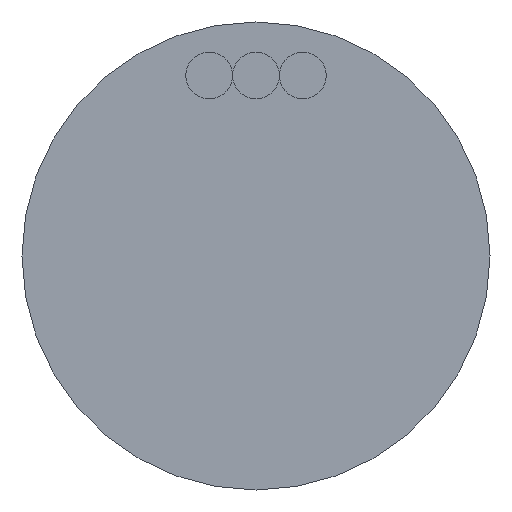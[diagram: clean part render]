
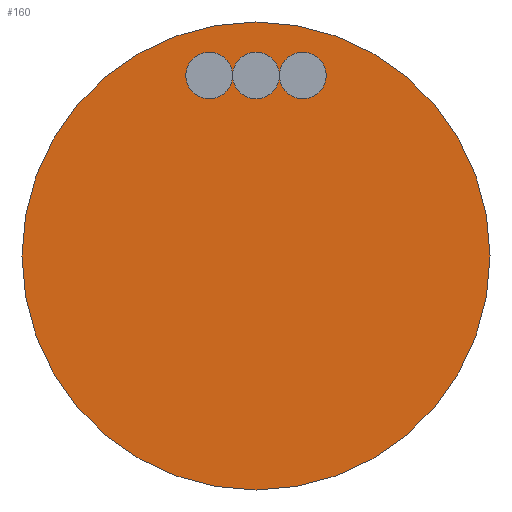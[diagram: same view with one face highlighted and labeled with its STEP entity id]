
A CAD part, front view. The second image highlights one B-rep face of the part: STEP entity #160.
In plain terms, the highlighted planar face has unit normal (0, -1, 0).
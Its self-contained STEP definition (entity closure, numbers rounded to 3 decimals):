
#15=FACE_BOUND('',#38,.T.);
#17=PLANE('',#189);
#24=FACE_OUTER_BOUND('',#37,.T.);
#37=EDGE_LOOP('',(#114));
#38=EDGE_LOOP('',(#115,#116,#117,#118,#119));
#52=CIRCLE('',#188,1.);
#53=CIRCLE('',#190,10.);
#54=CIRCLE('',#191,1.);
#55=CIRCLE('',#192,1.);
#56=CIRCLE('',#193,1.);
#57=CIRCLE('',#194,1.);
#80=VERTEX_POINT('',#279);
#82=VERTEX_POINT('',#283);
#83=VERTEX_POINT('',#287);
#84=VERTEX_POINT('',#289);
#92=EDGE_CURVE('',#82,#80,#52,.T.);
#93=EDGE_CURVE('',#83,#83,#53,.T.);
#94=EDGE_CURVE('',#84,#84,#54,.T.);
#95=EDGE_CURVE('',#82,#84,#55,.T.);
#96=EDGE_CURVE('',#80,#82,#56,.T.);
#97=EDGE_CURVE('',#84,#82,#57,.T.);
#114=ORIENTED_EDGE('',*,*,#93,.F.);
#115=ORIENTED_EDGE('',*,*,#94,.F.);
#116=ORIENTED_EDGE('',*,*,#95,.F.);
#117=ORIENTED_EDGE('',*,*,#96,.F.);
#118=ORIENTED_EDGE('',*,*,#92,.F.);
#119=ORIENTED_EDGE('',*,*,#97,.F.);
#160=ADVANCED_FACE('',(#24,#15),#17,.F.);
#188=AXIS2_PLACEMENT_3D('',#285,#221,#222);
#189=AXIS2_PLACEMENT_3D('',#286,#223,#224);
#190=AXIS2_PLACEMENT_3D('',#288,#225,#226);
#191=AXIS2_PLACEMENT_3D('',#290,#227,#228);
#192=AXIS2_PLACEMENT_3D('',#291,#229,#230);
#193=AXIS2_PLACEMENT_3D('',#292,#231,#232);
#194=AXIS2_PLACEMENT_3D('',#293,#233,#234);
#221=DIRECTION('center_axis',(0.,-1.,0.));
#222=DIRECTION('ref_axis',(1.,0.,0.));
#223=DIRECTION('center_axis',(0.,1.,0.));
#224=DIRECTION('ref_axis',(1.,0.,0.));
#225=DIRECTION('center_axis',(0.,1.,0.));
#226=DIRECTION('ref_axis',(1.,0.,0.));
#227=DIRECTION('center_axis',(0.,-1.,0.));
#228=DIRECTION('ref_axis',(1.,0.,0.));
#229=DIRECTION('center_axis',(0.,-1.,0.));
#230=DIRECTION('ref_axis',(1.,0.,0.));
#231=DIRECTION('center_axis',(0.,-1.,0.));
#232=DIRECTION('ref_axis',(1.,0.,0.));
#233=DIRECTION('center_axis',(0.,-1.,0.));
#234=DIRECTION('ref_axis',(1.,0.,0.));
#279=CARTESIAN_POINT('',(-3.,0.,10.338));
#283=CARTESIAN_POINT('',(-1.,0.,10.338));
#285=CARTESIAN_POINT('Origin',(-2.,0.,10.338));
#286=CARTESIAN_POINT('Origin',(0.,0.,2.624));
#287=CARTESIAN_POINT('',(-10.,0.,2.624));
#288=CARTESIAN_POINT('Origin',(0.,0.,2.624));
#289=CARTESIAN_POINT('',(1.,0.,10.338));
#290=CARTESIAN_POINT('Origin',(2.,0.,10.338));
#291=CARTESIAN_POINT('Origin',(0.,0.,10.338));
#292=CARTESIAN_POINT('Origin',(-2.,0.,10.338));
#293=CARTESIAN_POINT('Origin',(0.,0.,10.338));
